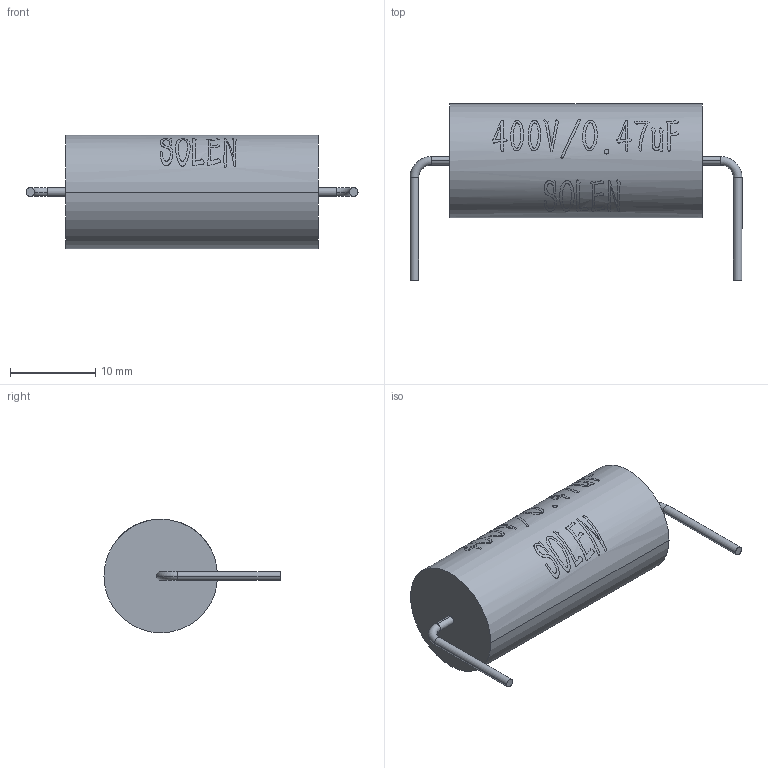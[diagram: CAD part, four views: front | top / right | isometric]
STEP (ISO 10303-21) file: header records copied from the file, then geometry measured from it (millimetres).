
FILE_DESCRIPTION (( 'STEP AP214' ), '1' );
FILE_NAME ('錨璃4.STEP', '2012-05-25T11:05:56', ( '' ), ( '' ), 'SwSTEP 2.0', 'SolidWorks 2012', '' );
FILE_SCHEMA (( 'AUTOMOTIVE_DESIGN' ));
Length unit declared in the file: millimetre
Products named in the file (1): 錨璃4
Bounding box: 38.96 x 20.67 x 13.34 mm (x, y, z)
Volume: 4158.4 mm3; surface area: 1627.4 mm2
Topology: 1 solids, 1 shells, 40 faces, 310 edges, 296 vertices
Faces by surface type: cylinder 32, torus 4, plane 4
Entity records: 4733 total; most frequent: CARTESIAN_POINT 2502, ORIENTED_EDGE 620, EDGE_CURVE 310, VERTEX_POINT 296, DIRECTION 195, B_SPLINE_CURVE_WITH_KNOTS 120, AXIS2_PLACEMENT_3D 90, EDGE_LOOP 64
